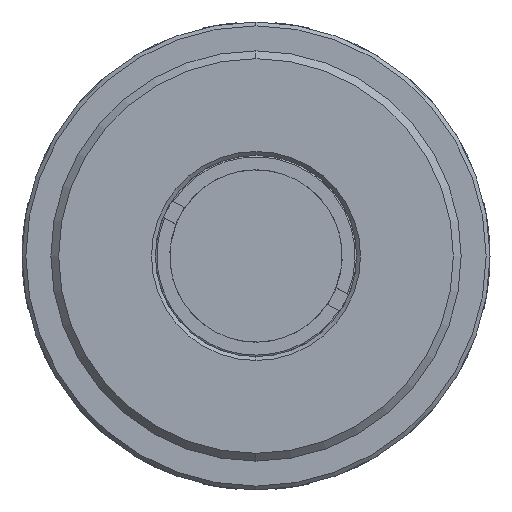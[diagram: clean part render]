
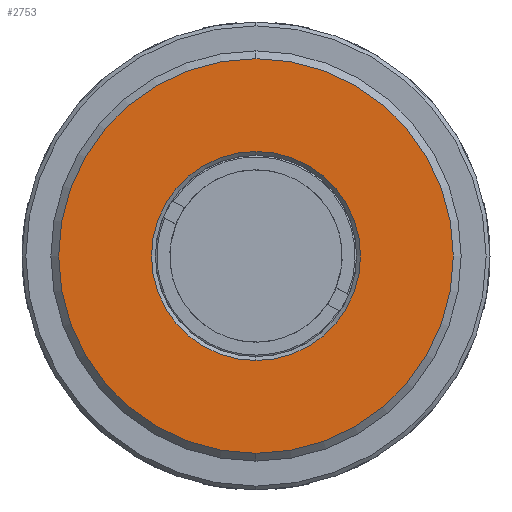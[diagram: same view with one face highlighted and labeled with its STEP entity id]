
A CAD part, left-side view. The second image highlights one B-rep face of the part: STEP entity #2753.
In plain terms, the highlighted planar face has unit normal (-1, 0, 0).
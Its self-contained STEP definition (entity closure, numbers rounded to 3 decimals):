
#317 = EDGE_CURVE ( 'NONE', #6459, #7559, #8043, .T. ) ;
#376 = EDGE_LOOP ( 'NONE', ( #3913, #2209 ) ) ;
#717 = CARTESIAN_POINT ( 'NONE',  ( 0., 0., -6.7 ) ) ;
#782 = AXIS2_PLACEMENT_3D ( 'NONE', #6609, #4083, #1527 ) ;
#926 = CARTESIAN_POINT ( 'NONE',  ( 0., 0., -12.65 ) ) ;
#1031 = DIRECTION ( 'NONE',  ( -1., 0., 0. ) ) ;
#1074 = CIRCLE ( 'NONE', #6859, 12.65 ) ;
#1103 = CARTESIAN_POINT ( 'NONE',  ( 0., 0., 12.65 ) ) ;
#1203 = PLANE ( 'NONE',  #782 ) ;
#1387 = CIRCLE ( 'NONE', #2455, 6.7 ) ;
#1527 = DIRECTION ( 'NONE',  ( 0., 0., -1. ) ) ;
#1918 = FACE_OUTER_BOUND ( 'NONE', #376, .T. ) ;
#2000 = CARTESIAN_POINT ( 'NONE',  ( 0., 0., 0. ) ) ;
#2209 = ORIENTED_EDGE ( 'NONE', *, *, #4175, .T. ) ;
#2352 = CARTESIAN_POINT ( 'NONE',  ( 0., 0., 0. ) ) ;
#2397 = DIRECTION ( 'NONE',  ( 0., 0., -1. ) ) ;
#2441 = DIRECTION ( 'NONE',  ( -1., 0., 0. ) ) ;
#2455 = AXIS2_PLACEMENT_3D ( 'NONE', #2000, #5185, #7774 ) ;
#2459 = VERTEX_POINT ( 'NONE', #717 ) ;
#2470 = FACE_BOUND ( 'NONE', #3973, .T. ) ;
#2753 = ADVANCED_FACE ( 'NONE', ( #1918, #2470 ), #1203, .F. ) ;
#3009 = VERTEX_POINT ( 'NONE', #7870 ) ;
#3913 = ORIENTED_EDGE ( 'NONE', *, *, #317, .T. ) ;
#3973 = EDGE_LOOP ( 'NONE', ( #4229, #5300 ) ) ;
#3974 = AXIS2_PLACEMENT_3D ( 'NONE', #2352, #2441, #2397 ) ;
#4081 = EDGE_CURVE ( 'NONE', #3009, #2459, #1387, .T. ) ;
#4083 = DIRECTION ( 'NONE',  ( 1., 0., 0. ) ) ;
#4164 = AXIS2_PLACEMENT_3D ( 'NONE', #4673, #6607, #7256 ) ;
#4175 = EDGE_CURVE ( 'NONE', #7559, #6459, #1074, .T. ) ;
#4229 = ORIENTED_EDGE ( 'NONE', *, *, #4081, .T. ) ;
#4259 = CARTESIAN_POINT ( 'NONE',  ( 0., 0., 0. ) ) ;
#4673 = CARTESIAN_POINT ( 'NONE',  ( 0., 0., 0. ) ) ;
#5185 = DIRECTION ( 'NONE',  ( 1., 0., 0. ) ) ;
#5283 = CIRCLE ( 'NONE', #4164, 6.7 ) ;
#5300 = ORIENTED_EDGE ( 'NONE', *, *, #6245, .T. ) ;
#6245 = EDGE_CURVE ( 'NONE', #2459, #3009, #5283, .T. ) ;
#6459 = VERTEX_POINT ( 'NONE', #926 ) ;
#6607 = DIRECTION ( 'NONE',  ( 1., 0., 0. ) ) ;
#6609 = CARTESIAN_POINT ( 'NONE',  ( 0., 13.15, 0. ) ) ;
#6859 = AXIS2_PLACEMENT_3D ( 'NONE', #4259, #1031, #8137 ) ;
#7256 = DIRECTION ( 'NONE',  ( 0., 0., -1. ) ) ;
#7559 = VERTEX_POINT ( 'NONE', #1103 ) ;
#7774 = DIRECTION ( 'NONE',  ( 0., 0., -1. ) ) ;
#7870 = CARTESIAN_POINT ( 'NONE',  ( 0., 0., 6.7 ) ) ;
#8043 = CIRCLE ( 'NONE', #3974, 12.65 ) ;
#8137 = DIRECTION ( 'NONE',  ( 0., 0., -1. ) ) ;
